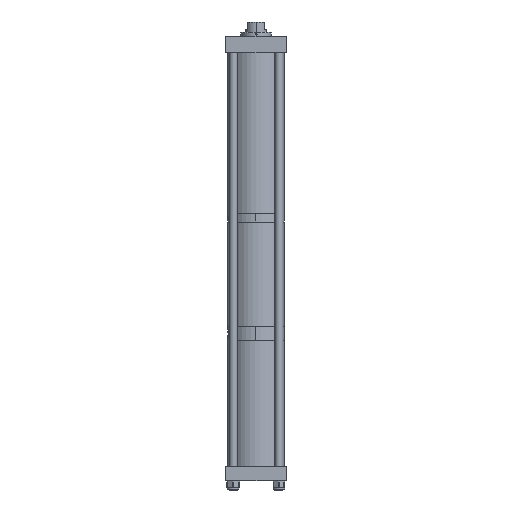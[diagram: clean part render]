
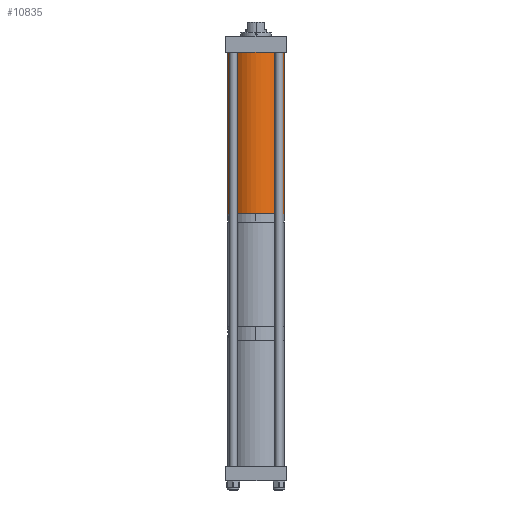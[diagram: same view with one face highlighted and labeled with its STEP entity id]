
A CAD part, left-side view. The second image highlights one B-rep face of the part: STEP entity #10835.
In plain terms, the highlighted cylindrical face has radius 88.9 mm (diameter 177.8 mm), a partial arc.
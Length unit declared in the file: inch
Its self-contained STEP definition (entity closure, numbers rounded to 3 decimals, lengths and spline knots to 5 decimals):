
#848 = DIRECTION ( 'NONE',  ( -1., 0., 0. ) ) ;
#865 = CARTESIAN_POINT ( 'NONE',  ( 0., 0., 20.09 ) ) ;
#935 = DIRECTION ( 'NONE',  ( 0., 0., 1. ) ) ;
#1115 = VECTOR ( 'NONE', #10059, 39.37008 ) ;
#1696 = CARTESIAN_POINT ( 'NONE',  ( 3.5, 0., 20.09 ) ) ;
#1781 = EDGE_CURVE ( 'NONE', #4691, #9247, #8465, .T. ) ;
#1799 = FACE_OUTER_BOUND ( 'NONE', #10815, .T. ) ;
#2669 = CIRCLE ( 'NONE', #8590, 3.5 ) ;
#3305 = ORIENTED_EDGE ( 'NONE', *, *, #5087, .F. ) ;
#3428 = CARTESIAN_POINT ( 'NONE',  ( -3.5, 0., 0. ) ) ;
#3536 = AXIS2_PLACEMENT_3D ( 'NONE', #6858, #6024, #848 ) ;
#3690 = LINE ( 'NONE', #10783, #1115 ) ;
#3727 = CARTESIAN_POINT ( 'NONE',  ( 3.5, 0., 0. ) ) ;
#3960 = DIRECTION ( 'NONE',  ( 0., 0., -1. ) ) ;
#4339 = DIRECTION ( 'NONE',  ( 1., 0., 0. ) ) ;
#4691 = VERTEX_POINT ( 'NONE', #3428 ) ;
#5087 = EDGE_CURVE ( 'NONE', #8242, #9247, #3690, .T. ) ;
#5551 = LINE ( 'NONE', #9252, #10008 ) ;
#5911 = EDGE_CURVE ( 'NONE', #6842, #4691, #5551, .T. ) ;
#6024 = DIRECTION ( 'NONE',  ( 0., 0., -1. ) ) ;
#6842 = VERTEX_POINT ( 'NONE', #10510 ) ;
#6858 = CARTESIAN_POINT ( 'NONE',  ( 0., 0., 20.09 ) ) ;
#6939 = DIRECTION ( 'NONE',  ( 1., 0., 0. ) ) ;
#7492 = EDGE_CURVE ( 'NONE', #6842, #8242, #2669, .T. ) ;
#7735 = CYLINDRICAL_SURFACE ( 'NONE', #3536, 3.5 ) ;
#8242 = VERTEX_POINT ( 'NONE', #1696 ) ;
#8465 = CIRCLE ( 'NONE', #8973, 3.5 ) ;
#8590 = AXIS2_PLACEMENT_3D ( 'NONE', #865, #9512, #6939 ) ;
#8973 = AXIS2_PLACEMENT_3D ( 'NONE', #9883, #935, #4339 ) ;
#8990 = ORIENTED_EDGE ( 'NONE', *, *, #5911, .T. ) ;
#9190 = ORIENTED_EDGE ( 'NONE', *, *, #1781, .T. ) ;
#9247 = VERTEX_POINT ( 'NONE', #3727 ) ;
#9252 = CARTESIAN_POINT ( 'NONE',  ( -3.5, 0., 20.09 ) ) ;
#9512 = DIRECTION ( 'NONE',  ( 0., 0., 1. ) ) ;
#9883 = CARTESIAN_POINT ( 'NONE',  ( 0., 0., 0. ) ) ;
#10008 = VECTOR ( 'NONE', #3960, 39.37008 ) ;
#10059 = DIRECTION ( 'NONE',  ( 0., 0., -1. ) ) ;
#10115 = ORIENTED_EDGE ( 'NONE', *, *, #7492, .F. ) ;
#10510 = CARTESIAN_POINT ( 'NONE',  ( -3.5, 0., 20.09 ) ) ;
#10783 = CARTESIAN_POINT ( 'NONE',  ( 3.5, 0., 20.09 ) ) ;
#10815 = EDGE_LOOP ( 'NONE', ( #3305, #10115, #8990, #9190 ) ) ;
#10835 = ADVANCED_FACE ( 'NONE', ( #1799 ), #7735, .T. ) ;
